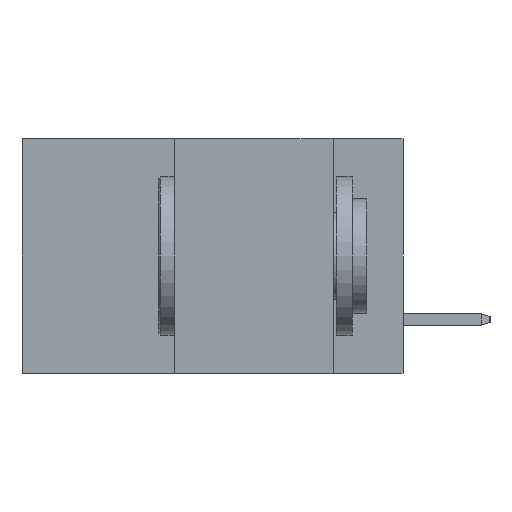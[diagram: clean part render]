
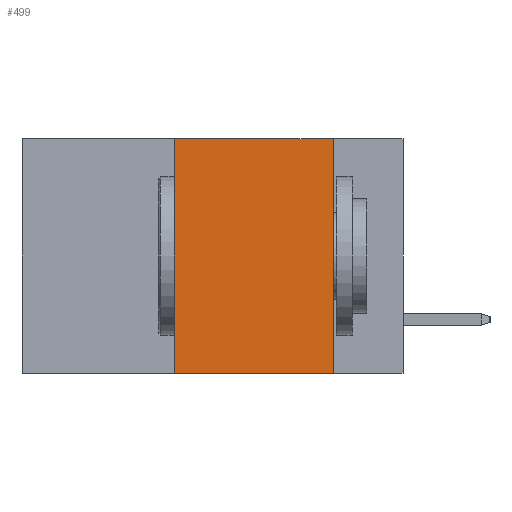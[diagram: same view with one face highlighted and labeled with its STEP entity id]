
A CAD part, left-side view. The second image highlights one B-rep face of the part: STEP entity #499.
In plain terms, the highlighted planar face has unit normal (-1, 0, 0).
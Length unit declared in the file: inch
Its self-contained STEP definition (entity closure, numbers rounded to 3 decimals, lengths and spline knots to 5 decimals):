
#6 = EDGE_CURVE ( 'NONE', #8021, #16781, #700, .T. ) ;
#254 = CARTESIAN_POINT ( 'NONE',  ( 0., 0.6, -0.37 ) ) ;
#475 = DIRECTION ( 'NONE',  ( 0., 0., -1. ) ) ;
#499 = ADVANCED_FACE ( 'NONE', ( #4535 ), #4255, .F. ) ;
#700 = LINE ( 'NONE', #9673, #9152 ) ;
#1382 = CARTESIAN_POINT ( 'NONE',  ( 0., 0.6, 0. ) ) ;
#1503 = VECTOR ( 'NONE', #11549, 39.37008 ) ;
#2191 = LINE ( 'NONE', #15643, #13639 ) ;
#2420 = VERTEX_POINT ( 'NONE', #14569 ) ;
#3021 = CARTESIAN_POINT ( 'NONE',  ( 0., 0.11, 0. ) ) ;
#4255 = PLANE ( 'NONE',  #4586 ) ;
#4535 = FACE_OUTER_BOUND ( 'NONE', #16380, .T. ) ;
#4586 = AXIS2_PLACEMENT_3D ( 'NONE', #1382, #16084, #18861 ) ;
#5287 = VECTOR ( 'NONE', #475, 39.37008 ) ;
#6943 = DIRECTION ( 'NONE',  ( 0., -1., 0. ) ) ;
#7429 = CARTESIAN_POINT ( 'NONE',  ( 0., 0.36, 0. ) ) ;
#7700 = ORIENTED_EDGE ( 'NONE', *, *, #6, .F. ) ;
#8010 = EDGE_CURVE ( 'NONE', #8021, #2420, #11648, .T. ) ;
#8021 = VERTEX_POINT ( 'NONE', #11925 ) ;
#9152 = VECTOR ( 'NONE', #10135, 39.37008 ) ;
#9673 = CARTESIAN_POINT ( 'NONE',  ( 0., 0.36, 0. ) ) ;
#10135 = DIRECTION ( 'NONE',  ( 0., 0., 1. ) ) ;
#11549 = DIRECTION ( 'NONE',  ( 0., -1., 0. ) ) ;
#11648 = LINE ( 'NONE', #254, #1503 ) ;
#11781 = CARTESIAN_POINT ( 'NONE',  ( 0., 0.11, 0. ) ) ;
#11925 = CARTESIAN_POINT ( 'NONE',  ( 0., 0.36, -0.37 ) ) ;
#12662 = EDGE_CURVE ( 'NONE', #15471, #2420, #13225, .T. ) ;
#12864 = ORIENTED_EDGE ( 'NONE', *, *, #12662, .F. ) ;
#13225 = LINE ( 'NONE', #11781, #5287 ) ;
#13639 = VECTOR ( 'NONE', #6943, 39.37008 ) ;
#14104 = EDGE_CURVE ( 'NONE', #16781, #15471, #2191, .T. ) ;
#14530 = ORIENTED_EDGE ( 'NONE', *, *, #8010, .T. ) ;
#14569 = CARTESIAN_POINT ( 'NONE',  ( 0., 0.11, -0.37 ) ) ;
#15471 = VERTEX_POINT ( 'NONE', #3021 ) ;
#15643 = CARTESIAN_POINT ( 'NONE',  ( 0., 0.6, 0. ) ) ;
#16084 = DIRECTION ( 'NONE',  ( 1., 0., 0. ) ) ;
#16380 = EDGE_LOOP ( 'NONE', ( #12864, #16607, #7700, #14530 ) ) ;
#16607 = ORIENTED_EDGE ( 'NONE', *, *, #14104, .F. ) ;
#16781 = VERTEX_POINT ( 'NONE', #7429 ) ;
#18861 = DIRECTION ( 'NONE',  ( 0., 0., -1. ) ) ;
